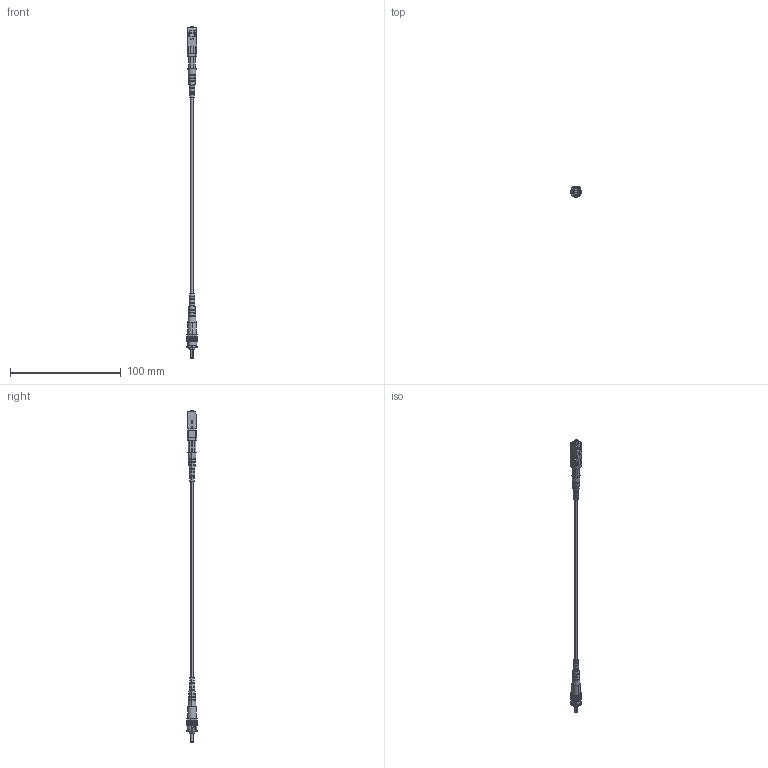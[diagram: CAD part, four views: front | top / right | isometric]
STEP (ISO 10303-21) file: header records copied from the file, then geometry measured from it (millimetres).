
FILE_DESCRIPTION (( 'STEP AP214' ), '1' );
FILE_NAME ('FCA-SSCASTAS_3D.STEP', '2022-01-18T19:47:54', ( '' ), ( '' ), 'SwSTEP 2.0', 'SolidWorks 2021', '' );
FILE_SCHEMA (( 'AUTOMOTIVE_DESIGN' ));
Length unit declared in the file: inch
Products named in the file (14): 1AF05-007^FCA-SSCASTAS; 1AF04-005-MA4^1AF04-005(2)_1AF04-005_FCA-SSCASTAS; FOC-001BA-PROD-MA3; FOC-001BA-PROD-MA1_New - With Locking Slots; 1AF04-005^FCA-SSCASTAS; FOC-STMMS09; FCA-SSCASTAS_3D; 1AF05-008-MA1; 1AF04-005-MA1^1AF04-005(2)_1AF04-005_FCA-SSCASTAS; 1AF04-005-MA2^1AF04-005(2)_1AF04-005_FCA-SSCASTAS; Fiber Coax^FCA-SSCASTAS; 1AF04-005(2)^1AF04-005_FCA-SSCASTAS; 1AF04-005-MA3^1AF04-005(2)_1AF04-005_FCA-SSCASTAS; 1AF05-007-MA2^1AF05-007_FCA-SSCASTAS
Assembly tree (13 placements, depth 4):
  FCA-SSCASTAS_3D
    Fiber Coax^FCA-SSCASTAS
    1AF04-005^FCA-SSCASTAS
      1AF04-005(2)^1AF04-005_FCA-SSCASTAS
        1AF04-005-MA2^1AF04-005(2)_1AF04-005_FCA-SSCASTAS
        1AF04-005-MA1^1AF04-005(2)_1AF04-005_FCA-SSCASTAS
        1AF04-005-MA4^1AF04-005(2)_1AF04-005_FCA-SSCASTAS
        1AF04-005-MA3^1AF04-005(2)_1AF04-005_FCA-SSCASTAS
    1AF05-007^FCA-SSCASTAS
      1AF05-007-MA2^1AF05-007_FCA-SSCASTAS
    FOC-STMMS09
      FOC-001BA-PROD-MA1_New - With Locking Slots
      FOC-001BA-PROD-MA3
      1AF05-008-MA1
Bounding box: 9.65 x 9.65 x 299.88 mm (x, y, z)
Volume: 3970 mm3; surface area: 8477.9 mm2
Topology: 9 solids, 9 shells, 606 faces, 1766 edges, 1165 vertices
Faces by surface type: plane 419, cylinder 157, cone 24, torus 4, bspline 2
Entity records: 22873 total; most frequent: CARTESIAN_POINT 5580, ORIENTED_EDGE 3532, DIRECTION 3403, EDGE_CURVE 1766, VERTEX_POINT 1165, AXIS2_PLACEMENT_3D 1152, VECTOR 1099, LINE 1099
